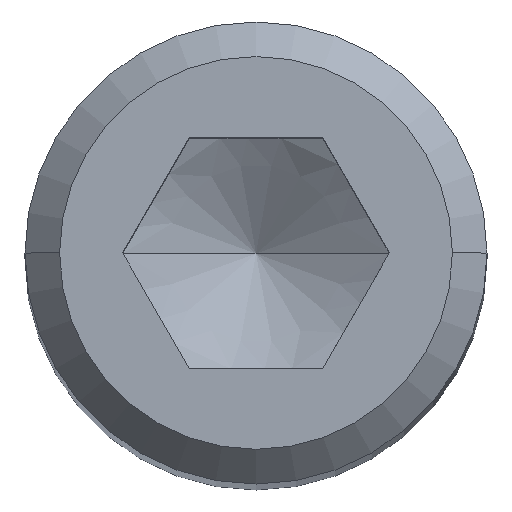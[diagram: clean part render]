
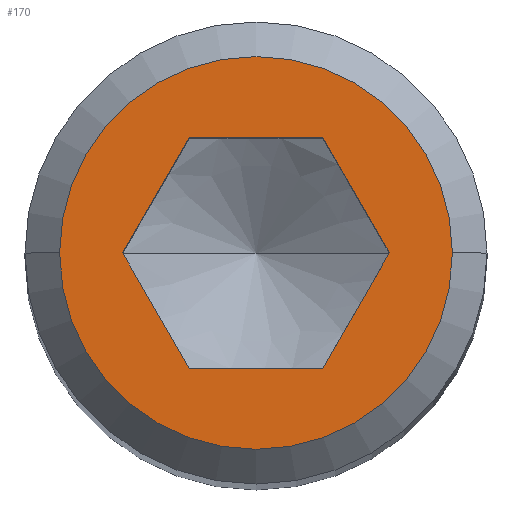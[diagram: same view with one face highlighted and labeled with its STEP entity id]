
A CAD part, top view. The second image highlights one B-rep face of the part: STEP entity #170.
In plain terms, the highlighted planar face has unit normal (0, 0, 1).
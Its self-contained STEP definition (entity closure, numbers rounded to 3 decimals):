
#116=VERTEX_POINT('',#301);
#162=EDGE_CURVE('',#268,#186,#357,.T.);
#170=ADVANCED_FACE('',(#365,#366),#367,.T.);
#172=EDGE_CURVE('',#196,#174,#369,.T.);
#174=VERTEX_POINT('',#371);
#186=VERTEX_POINT('',#383);
#188=EDGE_CURVE('',#186,#226,#385,.T.);
#196=VERTEX_POINT('',#394);
#200=EDGE_CURVE('',#116,#208,#398,.T.);
#208=VERTEX_POINT('',#406);
#220=EDGE_CURVE('',#226,#196,#419,.T.);
#226=VERTEX_POINT('',#425);
#236=EDGE_CURVE('',#208,#116,#436,.T.);
#256=EDGE_CURVE('',#272,#268,#458,.T.);
#268=VERTEX_POINT('',#472);
#270=EDGE_CURVE('',#174,#272,#474,.T.);
#272=VERTEX_POINT('',#476);
#301=CARTESIAN_POINT('',(5.1,0.,100.0));
#357=LINE('',#572,#573);
#365=FACE_BOUND('',#593,.T.);
#366=FACE_OUTER_BOUND('',#594,.T.);
#367=PLANE('',#595);
#369=LINE('',#598,#599);
#371=CARTESIAN_POINT('',(1.732,-3.0,100.0));
#383=CARTESIAN_POINT('',(-1.732,3.0,100.0));
#385=LINE('',#630,#631);
#394=CARTESIAN_POINT('',(3.464,0.0,100.0));
#398=CIRCLE('',#667,5.1);
#406=CARTESIAN_POINT('',(-5.1,0.,100.0));
#419=LINE('',#691,#692);
#425=CARTESIAN_POINT('',(1.732,3.0,100.0));
#436=CIRCLE('',#734,5.1);
#458=LINE('',#759,#760);
#472=CARTESIAN_POINT('',(-3.464,0.0,100.0));
#474=LINE('',#781,#782);
#476=CARTESIAN_POINT('',(-1.732,-3.0,100.0));
#572=CARTESIAN_POINT('',(-2.165,2.25,100.0));
#573=VECTOR('',#902,1.0);
#593=EDGE_LOOP('',(#905,#906,#907,#908,#909,#910));
#594=EDGE_LOOP('',(#911,#912));
#595=AXIS2_PLACEMENT_3D('',#913,#914,#915);
#598=CARTESIAN_POINT('',(2.165,-2.25,100.0));
#599=VECTOR('',#916,1.0);
#630=CARTESIAN_POINT('',(0.866,3.0,100.0));
#631=VECTOR('',#919,1.0);
#667=AXIS2_PLACEMENT_3D('',#928,#929,#930);
#691=CARTESIAN_POINT('',(3.031,0.75,100.0));
#692=VECTOR('',#944,1.0);
#734=AXIS2_PLACEMENT_3D('',#956,#957,#958);
#759=CARTESIAN_POINT('',(-3.031,-0.75,100.0));
#760=VECTOR('',#976,1.0);
#781=CARTESIAN_POINT('',(-0.866,-3.0,100.0));
#782=VECTOR('',#1000,1.0);
#902=DIRECTION('',(0.5,0.866,0.0));
#905=ORIENTED_EDGE('',*,*,#256,.T.);
#906=ORIENTED_EDGE('',*,*,#162,.T.);
#907=ORIENTED_EDGE('',*,*,#188,.T.);
#908=ORIENTED_EDGE('',*,*,#220,.T.);
#909=ORIENTED_EDGE('',*,*,#172,.T.);
#910=ORIENTED_EDGE('',*,*,#270,.T.);
#911=ORIENTED_EDGE('',*,*,#236,.T.);
#912=ORIENTED_EDGE('',*,*,#200,.T.);
#913=CARTESIAN_POINT('',(-2.55,0.,100.0));
#914=DIRECTION('',(0.,0.,1.0));
#915=DIRECTION('',(-1.0,0.,0.0));
#916=DIRECTION('',(-0.5,-0.866,0.0));
#919=DIRECTION('',(1.0,0.0,0.0));
#928=CARTESIAN_POINT('',(0.,0.,100.0));
#929=DIRECTION('',(0.,0.,1.0));
#930=DIRECTION('',(-1.0,0.,0.));
#944=DIRECTION('',(0.5,-0.866,0.0));
#956=CARTESIAN_POINT('',(0.,0.,100.0));
#957=DIRECTION('',(0.,0.,1.0));
#958=DIRECTION('',(-1.0,0.,0.));
#976=DIRECTION('',(-0.5,0.866,0.0));
#1000=DIRECTION('',(-1.0,0.0,0.0));
